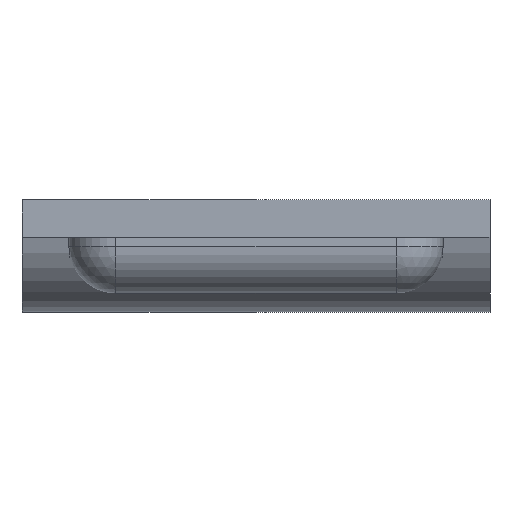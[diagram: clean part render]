
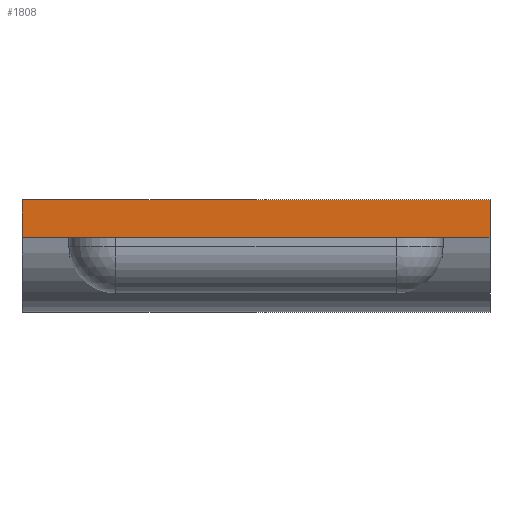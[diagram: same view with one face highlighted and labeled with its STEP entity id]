
A CAD part, front view. The second image highlights one B-rep face of the part: STEP entity #1808.
In plain terms, the highlighted planar face has unit normal (0, -1, 0).
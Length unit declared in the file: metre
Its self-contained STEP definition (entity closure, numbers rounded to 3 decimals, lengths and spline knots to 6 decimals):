
#104=LINE('',#2840,#258);
#107=LINE('',#2849,#261);
#109=LINE('',#2853,#263);
#110=LINE('',#2854,#264);
#258=VECTOR('',#2200,1.);
#261=VECTOR('',#2207,1.);
#263=VECTOR('',#2211,1.);
#264=VECTOR('',#2212,1.);
#419=ORIENTED_EDGE('',*,*,#947,.F.);
#420=ORIENTED_EDGE('',*,*,#941,.T.);
#421=ORIENTED_EDGE('',*,*,#948,.T.);
#422=ORIENTED_EDGE('',*,*,#945,.T.);
#941=EDGE_CURVE('',#1206,#1205,#104,.T.);
#945=EDGE_CURVE('',#1210,#1209,#107,.T.);
#947=EDGE_CURVE('',#1206,#1209,#109,.T.);
#948=EDGE_CURVE('',#1205,#1210,#110,.T.);
#1205=VERTEX_POINT('',#2839);
#1206=VERTEX_POINT('',#2841);
#1209=VERTEX_POINT('',#2848);
#1210=VERTEX_POINT('',#2850);
#1467=EDGE_LOOP('',(#419,#420,#421,#422));
#1617=FACE_BOUND('',#1467,.T.);
#1767=PLANE('',#1955);
#1808=ADVANCED_FACE('',(#1617),#1767,.F.);
#1955=AXIS2_PLACEMENT_3D('',#2852,#2209,#2210);
#2200=DIRECTION('',(0.,0.,1.));
#2207=DIRECTION('',(0.,0.,-1.));
#2209=DIRECTION('',(0.,1.,0.));
#2210=DIRECTION('',(-1.,0.,0.));
#2211=DIRECTION('',(-1.,0.,0.));
#2212=DIRECTION('',(-1.,0.,0.));
#2839=CARTESIAN_POINT('',(-0.00835,-0.109733,0.000071));
#2840=CARTESIAN_POINT('',(-0.00835,-0.109733,-0.000129));
#2841=CARTESIAN_POINT('',(-0.00835,-0.109733,-0.000329));
#2848=CARTESIAN_POINT('',(-0.01335,-0.109733,-0.000329));
#2849=CARTESIAN_POINT('',(-0.01335,-0.109733,-0.000129));
#2850=CARTESIAN_POINT('',(-0.01335,-0.109733,0.000071));
#2852=CARTESIAN_POINT('',(-0.008348,-0.109733,-0.000129));
#2853=CARTESIAN_POINT('',(-0.008348,-0.109733,-0.000329));
#2854=CARTESIAN_POINT('',(-0.008348,-0.109733,0.000071));
